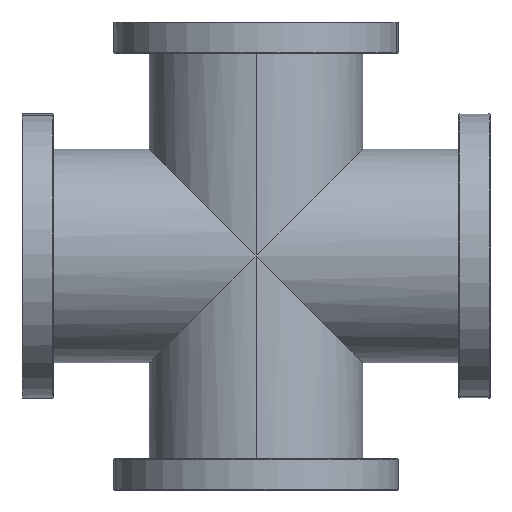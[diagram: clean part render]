
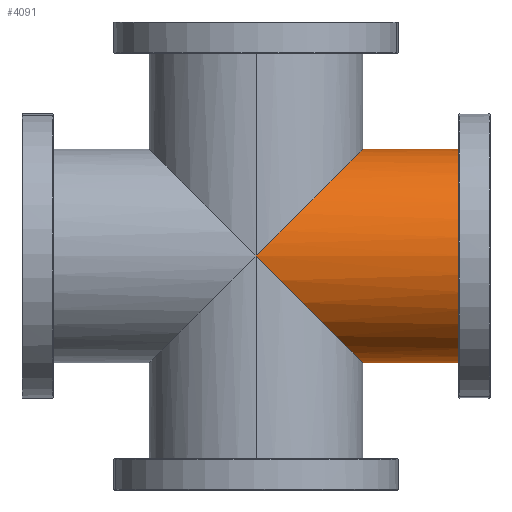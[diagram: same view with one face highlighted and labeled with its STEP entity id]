
A CAD part, left-side view. The second image highlights one B-rep face of the part: STEP entity #4091.
In plain terms, the highlighted cylindrical face has radius 76.2 mm (diameter 152.4 mm), a partial arc.
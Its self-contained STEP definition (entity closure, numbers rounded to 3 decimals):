
#55 = CARTESIAN_POINT ( 'NONE',  ( -76.2, -44.637, -44.637 ) ) ;
#99 = VERTEX_POINT ( 'NONE', #2581 ) ;
#202 =( BOUNDED_CURVE ( )  B_SPLINE_CURVE ( 3, ( #1538, #4436, #5408, #2515 ),
 .UNSPECIFIED., .F., .F. ) 
 B_SPLINE_CURVE_WITH_KNOTS ( ( 4, 4 ),
 ( 3.142, 4.712 ),
 .UNSPECIFIED. ) 
 CURVE ( )  GEOMETRIC_REPRESENTATION_ITEM ( )  RATIONAL_B_SPLINE_CURVE ( ( 1., 0.805, 0.805, 1. ) ) 
 REPRESENTATION_ITEM ( '' )  );
#276 = CYLINDRICAL_SURFACE ( 'NONE', #5037, 76.2 ) ;
#1004 = ORIENTED_EDGE ( 'NONE', *, *, #5471, .F. ) ;
#1029 = CARTESIAN_POINT ( 'NONE',  ( 0., -76.2, -76.2 ) ) ;
#1061 = VERTEX_POINT ( 'NONE', #4084 ) ;
#1520 = DIRECTION ( 'NONE',  ( 0., -1., 0. ) ) ;
#1538 = CARTESIAN_POINT ( 'NONE',  ( 0., -76.2, 76.2 ) ) ;
#1542 = ORIENTED_EDGE ( 'NONE', *, *, #4186, .T. ) ;
#1761 = CARTESIAN_POINT ( 'NONE',  ( 0., -76.2, -76.2 ) ) ;
#1896 = FACE_OUTER_BOUND ( 'NONE', #3259, .T. ) ;
#1953 = DIRECTION ( 'NONE',  ( 0., -1., 0. ) ) ;
#2024 = CARTESIAN_POINT ( 'NONE',  ( 0., 154., 76.2 ) ) ;
#2081 = CARTESIAN_POINT ( 'NONE',  ( 0., -154., -76.2 ) ) ;
#2317 = VERTEX_POINT ( 'NONE', #2081 ) ;
#2501 = ORIENTED_EDGE ( 'NONE', *, *, #4912, .T. ) ;
#2510 = DIRECTION ( 'NONE',  ( 0., 1., 0. ) ) ;
#2515 = CARTESIAN_POINT ( 'NONE',  ( -76.2, 0., 0. ) ) ;
#2581 = CARTESIAN_POINT ( 'NONE',  ( 0., -76.2, 76.2 ) ) ;
#2642 = CIRCLE ( 'NONE', #3966, 76.2 ) ;
#2794 = LINE ( 'NONE', #2024, #4227 ) ;
#3085 = ORIENTED_EDGE ( 'NONE', *, *, #5465, .T. ) ;
#3259 = EDGE_LOOP ( 'NONE', ( #1004, #2501, #5313, #1542, #3085 ) ) ;
#3374 = EDGE_CURVE ( 'NONE', #1061, #4341, #4644, .T. ) ;
#3949 = CARTESIAN_POINT ( 'NONE',  ( -44.637, -76.2, -76.2 ) ) ;
#3966 = AXIS2_PLACEMENT_3D ( 'NONE', #5402, #2510, #5886 ) ;
#4084 = CARTESIAN_POINT ( 'NONE',  ( -76.2, 0., 0. ) ) ;
#4091 = ADVANCED_FACE ( 'NONE', ( #1896 ), #276, .T. ) ;
#4186 = EDGE_CURVE ( 'NONE', #4341, #2317, #5154, .T. ) ;
#4227 = VECTOR ( 'NONE', #4918, 1000. ) ;
#4341 = VERTEX_POINT ( 'NONE', #1761 ) ;
#4436 = CARTESIAN_POINT ( 'NONE',  ( -44.637, -76.2, 76.2 ) ) ;
#4601 = VERTEX_POINT ( 'NONE', #6291 ) ;
#4644 =( BOUNDED_CURVE ( )  B_SPLINE_CURVE ( 3, ( #5865, #55, #3949, #1029 ),
 .UNSPECIFIED., .F., .F. ) 
 B_SPLINE_CURVE_WITH_KNOTS ( ( 4, 4 ),
 ( 4.712, 6.283 ),
 .UNSPECIFIED. ) 
 CURVE ( )  GEOMETRIC_REPRESENTATION_ITEM ( )  RATIONAL_B_SPLINE_CURVE ( ( 1., 0.805, 0.805, 1. ) ) 
 REPRESENTATION_ITEM ( '' )  );
#4905 = CARTESIAN_POINT ( 'NONE',  ( 0., 154., -76.2 ) ) ;
#4912 = EDGE_CURVE ( 'NONE', #99, #1061, #202, .T. ) ;
#4918 = DIRECTION ( 'NONE',  ( 0., -1., 0. ) ) ;
#4987 = VECTOR ( 'NONE', #1520, 1000. ) ;
#5037 = AXIS2_PLACEMENT_3D ( 'NONE', #5328, #1953, #5821 ) ;
#5154 = LINE ( 'NONE', #4905, #4987 ) ;
#5313 = ORIENTED_EDGE ( 'NONE', *, *, #3374, .T. ) ;
#5328 = CARTESIAN_POINT ( 'NONE',  ( 0., 154., 0. ) ) ;
#5402 = CARTESIAN_POINT ( 'NONE',  ( 0., -154., 0. ) ) ;
#5408 = CARTESIAN_POINT ( 'NONE',  ( -76.2, -44.637, 44.637 ) ) ;
#5465 = EDGE_CURVE ( 'NONE', #2317, #4601, #2642, .T. ) ;
#5471 = EDGE_CURVE ( 'NONE', #99, #4601, #2794, .T. ) ;
#5821 = DIRECTION ( 'NONE',  ( 0., 0., -1. ) ) ;
#5865 = CARTESIAN_POINT ( 'NONE',  ( -76.2, 0., 0. ) ) ;
#5886 = DIRECTION ( 'NONE',  ( 0., 0., 1. ) ) ;
#6291 = CARTESIAN_POINT ( 'NONE',  ( 0., -154., 76.2 ) ) ;
